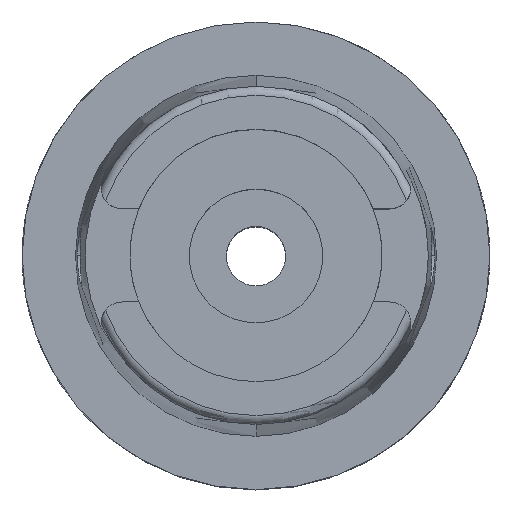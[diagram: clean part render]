
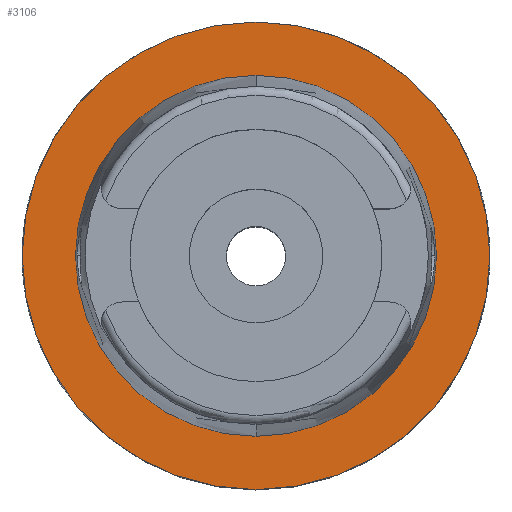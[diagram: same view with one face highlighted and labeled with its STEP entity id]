
A CAD part, top view. The second image highlights one B-rep face of the part: STEP entity #3106.
In plain terms, the highlighted planar face has unit normal (0, 0, 1).
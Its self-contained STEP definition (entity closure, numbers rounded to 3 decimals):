
#641=CARTESIAN_POINT('',(0.,0.,0.));
#642=DIRECTION('',(0.,0.,-1.));
#643=DIRECTION('',(0.,-1.,0.));
#644=AXIS2_PLACEMENT_3D('',#641,#642,#643);
#649=CARTESIAN_POINT('',(0.,0.,0.));
#650=DIRECTION('',(0.,0.,-1.));
#651=DIRECTION('',(0.,1.,0.));
#652=AXIS2_PLACEMENT_3D('',#649,#650,#651);
#657=CARTESIAN_POINT('',(0.,0.,0.));
#658=DIRECTION('',(0.,0.,1.));
#659=DIRECTION('',(0.,-1.,0.));
#660=AXIS2_PLACEMENT_3D('',#657,#658,#659);
#665=CARTESIAN_POINT('',(0.,0.,0.));
#666=DIRECTION('',(0.,0.,1.));
#667=DIRECTION('',(0.,1.,0.));
#668=AXIS2_PLACEMENT_3D('',#665,#666,#667);
#2434=CARTESIAN_POINT('',(0.,-24.315,0.));
#2435=VERTEX_POINT('',#2434);
#2436=CARTESIAN_POINT('',(0.,24.315,0.));
#2437=VERTEX_POINT('',#2436);
#2720=CARTESIAN_POINT('',(0.,31.5,0.));
#2721=VERTEX_POINT('',#2720);
#2722=CARTESIAN_POINT('',(0.,-31.5,0.));
#2723=VERTEX_POINT('',#2722);
#3091=CARTESIAN_POINT('',(0.,0.,0.));
#3092=DIRECTION('',(0.,0.,1.));
#3093=DIRECTION('',(0.,1.,0.));
#3094=AXIS2_PLACEMENT_3D('',#3091,#3092,#3093);
#3095=PLANE('',#3094);
#3097=ORIENTED_EDGE('',*,*,#3096,.T.);
#3099=ORIENTED_EDGE('',*,*,#3098,.T.);
#3100=EDGE_LOOP('',(#3097,#3099));
#3101=FACE_OUTER_BOUND('',#3100,.F.);
#3102=ORIENTED_EDGE('',*,*,#3049,.T.);
#3103=ORIENTED_EDGE('',*,*,#2842,.T.);
#3104=EDGE_LOOP('',(#3102,#3103));
#3105=FACE_BOUND('',#3104,.F.);
#645=CIRCLE('',#644,31.5);
#653=CIRCLE('',#652,31.5);
#661=CIRCLE('',#660,24.315);
#669=CIRCLE('',#668,24.315);
#2842=EDGE_CURVE('',#2437,#2435,#669,.T.);
#3049=EDGE_CURVE('',#2435,#2437,#661,.T.);
#3096=EDGE_CURVE('',#2723,#2721,#645,.T.);
#3098=EDGE_CURVE('',#2721,#2723,#653,.T.);
#3106=ADVANCED_FACE('',(#3101,#3105),#3095,.T.);
